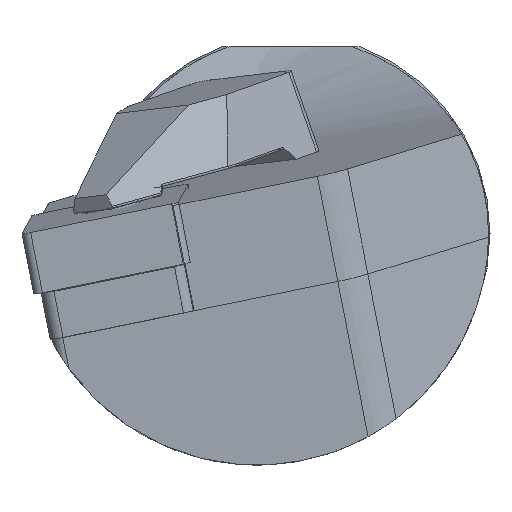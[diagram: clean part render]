
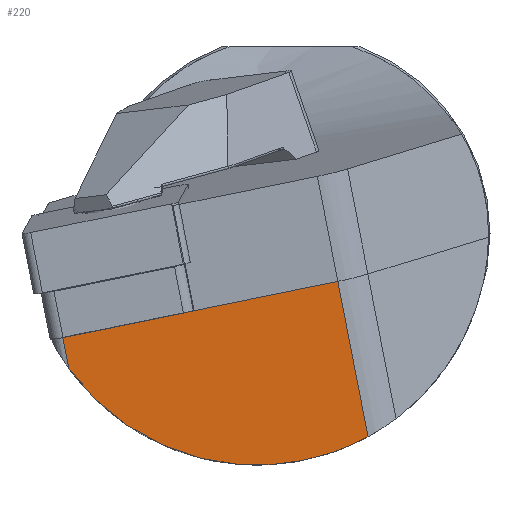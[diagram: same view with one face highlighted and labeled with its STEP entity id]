
A CAD part, left-side view. The second image highlights one B-rep face of the part: STEP entity #220.
In plain terms, the highlighted planar face has unit normal (-0.991, -0.104, -0.086).
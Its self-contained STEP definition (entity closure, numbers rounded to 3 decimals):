
#161=ELLIPSE('',#1416,23.465,23.25);
#220=ADVANCED_FACE('',(#333),#292,.F.);
#292=PLANE('',#1421);
#333=FACE_OUTER_BOUND('',#403,.T.);
#403=EDGE_LOOP('',(#550,#551,#552,#553,#554,#555));
#550=ORIENTED_EDGE('',*,*,#1048,.F.);
#551=ORIENTED_EDGE('',*,*,#1016,.T.);
#552=ORIENTED_EDGE('',*,*,#1049,.T.);
#553=ORIENTED_EDGE('',*,*,#1050,.F.);
#554=ORIENTED_EDGE('',*,*,#1040,.T.);
#555=ORIENTED_EDGE('',*,*,#1051,.T.);
#892=VERTEX_POINT('',#1914);
#893=VERTEX_POINT('',#1915);
#912=VERTEX_POINT('',#1979);
#913=VERTEX_POINT('',#1981);
#918=VERTEX_POINT('',#2006);
#919=VERTEX_POINT('',#2008);
#1016=EDGE_CURVE('',#892,#893,#1205,.T.);
#1040=EDGE_CURVE('',#913,#912,#161,.T.);
#1048=EDGE_CURVE('',#892,#918,#1222,.T.);
#1049=EDGE_CURVE('',#893,#919,#1223,.T.);
#1050=EDGE_CURVE('',#913,#919,#1224,.T.);
#1051=EDGE_CURVE('',#912,#918,#1225,.T.);
#1205=LINE('',#1913,#1305);
#1222=LINE('',#2005,#1322);
#1223=LINE('',#2007,#1323);
#1224=LINE('',#2009,#1324);
#1225=LINE('',#2010,#1325);
#1305=VECTOR('',#1545,1.);
#1322=VECTOR('',#1592,1.);
#1323=VECTOR('',#1593,1.);
#1324=VECTOR('',#1594,1.);
#1325=VECTOR('',#1595,1.);
#1416=AXIS2_PLACEMENT_3D('',#1980,#1579,#1580);
#1421=AXIS2_PLACEMENT_3D('',#2011,#1596,#1597);
#1545=DIRECTION('',(-0.085,0.976,-0.199));
#1579=DIRECTION('',(-0.991,-0.104,-0.086));
#1580=DIRECTION('',(-0.135,0.765,0.63));
#1592=DIRECTION('',(0.085,-0.976,0.199));
#1593=DIRECTION('',(-0.085,0.976,-0.199));
#1594=DIRECTION('',(-0.105,0.19,0.976));
#1595=DIRECTION('',(-0.105,0.19,0.976));
#1596=DIRECTION('',(0.991,0.104,0.086));
#1597=DIRECTION('',(0.105,-0.995,0.));
#1913=CARTESIAN_POINT('',(-228.498,-11.912,-4.801));
#1914=CARTESIAN_POINT('',(-229.767,2.596,-7.757));
#1915=CARTESIAN_POINT('',(-229.8,2.966,-7.832));
#1979=CARTESIAN_POINT('',(-226.828,-14.944,-20.401));
#1980=CARTESIAN_POINT('',(-229.767,-3.793,0.));
#1981=CARTESIAN_POINT('',(-230.58,15.101,-13.548));
#2005=CARTESIAN_POINT('',(-228.498,-11.912,-4.801));
#2006=CARTESIAN_POINT('',(-228.498,-11.912,-4.801));
#2007=CARTESIAN_POINT('',(-228.498,-11.912,-4.801));
#2008=CARTESIAN_POINT('',(-230.914,15.708,-10.429));
#2009=CARTESIAN_POINT('',(-282.467,109.298,471.05));
#2010=CARTESIAN_POINT('',(-280.051,81.678,476.678));
#2011=CARTESIAN_POINT('',(-280.051,81.678,476.678));
